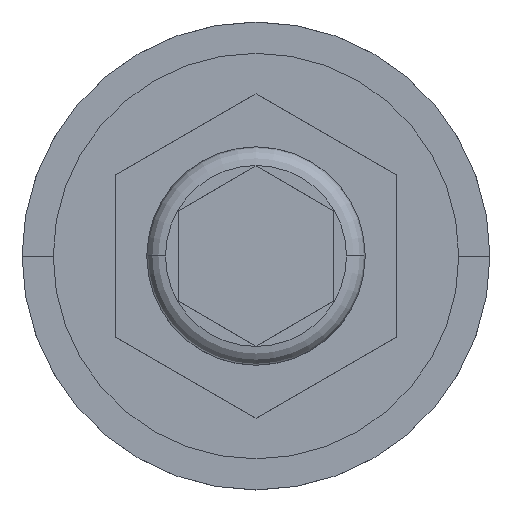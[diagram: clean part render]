
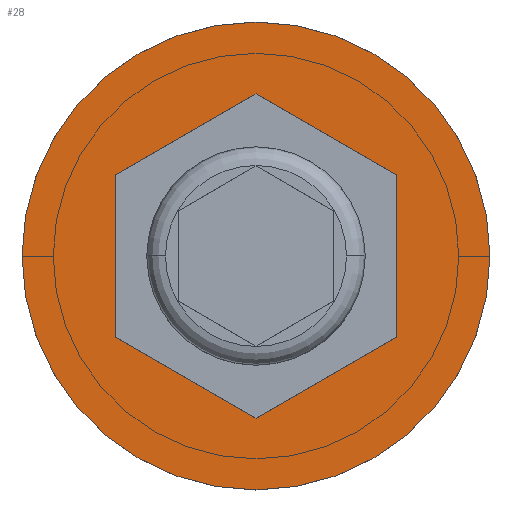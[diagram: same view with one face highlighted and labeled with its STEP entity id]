
A CAD part, top view. The second image highlights one B-rep face of the part: STEP entity #28.
In plain terms, the highlighted planar face has unit normal (0, 0, 1).
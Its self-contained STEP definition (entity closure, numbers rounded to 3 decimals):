
#28 = ADVANCED_FACE ( 'NONE', ( #170, #1573 ), #243, .T. ) ;
#30 = LINE ( 'NONE', #873, #1461 ) ;
#51 = VECTOR ( 'NONE', #530, 1000. ) ;
#126 = CARTESIAN_POINT ( 'NONE',  ( 2.25, 1.299, 0. ) ) ;
#135 = CARTESIAN_POINT ( 'NONE',  ( 0., 2.598, 0. ) ) ;
#170 = FACE_BOUND ( 'NONE', #1593, .T. ) ;
#203 = CARTESIAN_POINT ( 'NONE',  ( -2.25, -1.299, 0. ) ) ;
#243 = PLANE ( 'NONE',  #354 ) ;
#324 = ORIENTED_EDGE ( 'NONE', *, *, #1566, .F. ) ;
#354 = AXIS2_PLACEMENT_3D ( 'NONE', #553, #512, #1926 ) ;
#370 = LINE ( 'NONE', #1887, #2125 ) ;
#512 = DIRECTION ( 'NONE',  ( 0., 0., 1. ) ) ;
#527 = DIRECTION ( 'NONE',  ( 0., -1., 0. ) ) ;
#530 = DIRECTION ( 'NONE',  ( 0.866, 0.5, 0. ) ) ;
#553 = CARTESIAN_POINT ( 'NONE',  ( 0., 0., 0. ) ) ;
#635 = AXIS2_PLACEMENT_3D ( 'NONE', #1539, #879, #1548 ) ;
#689 = VERTEX_POINT ( 'NONE', #877 ) ;
#766 = VERTEX_POINT ( 'NONE', #1380 ) ;
#776 = CARTESIAN_POINT ( 'NONE',  ( 0., -2.598, 0. ) ) ;
#789 = CIRCLE ( 'NONE', #635, 3.75 ) ;
#793 = VECTOR ( 'NONE', #1506, 1000. ) ;
#873 = CARTESIAN_POINT ( 'NONE',  ( -2.25, 1.299, 0. ) ) ;
#877 = CARTESIAN_POINT ( 'NONE',  ( 3.75, 0., 0. ) ) ;
#879 = DIRECTION ( 'NONE',  ( 0., 0., 1. ) ) ;
#921 = CIRCLE ( 'NONE', #1598, 3.75 ) ;
#953 = ORIENTED_EDGE ( 'NONE', *, *, #1666, .F. ) ;
#970 = LINE ( 'NONE', #126, #1746 ) ;
#974 = VERTEX_POINT ( 'NONE', #135 ) ;
#976 = ORIENTED_EDGE ( 'NONE', *, *, #1182, .F. ) ;
#1002 = CARTESIAN_POINT ( 'NONE',  ( 2.25, -1.299, 0. ) ) ;
#1007 = DIRECTION ( 'NONE',  ( 1., 0., 0. ) ) ;
#1030 = EDGE_CURVE ( 'NONE', #2144, #974, #970, .T. ) ;
#1031 = DIRECTION ( 'NONE',  ( 0.866, -0.5, 0. ) ) ;
#1063 = EDGE_CURVE ( 'NONE', #1954, #2144, #1172, .T. ) ;
#1070 = ORIENTED_EDGE ( 'NONE', *, *, #1063, .F. ) ;
#1134 = CARTESIAN_POINT ( 'NONE',  ( -2.25, 1.299, 0. ) ) ;
#1172 = LINE ( 'NONE', #1002, #793 ) ;
#1182 = EDGE_CURVE ( 'NONE', #1348, #1954, #1533, .T. ) ;
#1233 = ORIENTED_EDGE ( 'NONE', *, *, #2068, .T. ) ;
#1306 = ORIENTED_EDGE ( 'NONE', *, *, #1030, .F. ) ;
#1328 = CARTESIAN_POINT ( 'NONE',  ( 0., 0., 0. ) ) ;
#1337 = DIRECTION ( 'NONE',  ( -0.866, -0.5, 0. ) ) ;
#1348 = VERTEX_POINT ( 'NONE', #776 ) ;
#1374 = VERTEX_POINT ( 'NONE', #1134 ) ;
#1375 = EDGE_LOOP ( 'NONE', ( #1233, #1492 ) ) ;
#1380 = CARTESIAN_POINT ( 'NONE',  ( -3.75, 0., 0. ) ) ;
#1385 = CARTESIAN_POINT ( 'NONE',  ( 0., -2.598, 0. ) ) ;
#1392 = CARTESIAN_POINT ( 'NONE',  ( 2.25, 1.299, 0. ) ) ;
#1461 = VECTOR ( 'NONE', #527, 1000. ) ;
#1492 = ORIENTED_EDGE ( 'NONE', *, *, #2052, .T. ) ;
#1506 = DIRECTION ( 'NONE',  ( 0., 1., 0. ) ) ;
#1511 = LINE ( 'NONE', #1858, #1789 ) ;
#1533 = LINE ( 'NONE', #1385, #51 ) ;
#1539 = CARTESIAN_POINT ( 'NONE',  ( 0., 0., 0. ) ) ;
#1548 = DIRECTION ( 'NONE',  ( 1., 0., 0. ) ) ;
#1566 = EDGE_CURVE ( 'NONE', #1374, #1569, #30, .T. ) ;
#1569 = VERTEX_POINT ( 'NONE', #203 ) ;
#1573 = FACE_OUTER_BOUND ( 'NONE', #1375, .T. ) ;
#1593 = EDGE_LOOP ( 'NONE', ( #1306, #1070, #976, #953, #324, #1760 ) ) ;
#1598 = AXIS2_PLACEMENT_3D ( 'NONE', #1328, #2012, #1007 ) ;
#1652 = DIRECTION ( 'NONE',  ( -0.866, 0.5, 0. ) ) ;
#1666 = EDGE_CURVE ( 'NONE', #1569, #1348, #370, .T. ) ;
#1717 = CARTESIAN_POINT ( 'NONE',  ( 2.25, -1.299, 0. ) ) ;
#1746 = VECTOR ( 'NONE', #1652, 1000. ) ;
#1760 = ORIENTED_EDGE ( 'NONE', *, *, #2076, .F. ) ;
#1789 = VECTOR ( 'NONE', #1337, 1000. ) ;
#1858 = CARTESIAN_POINT ( 'NONE',  ( 0., 2.598, 0. ) ) ;
#1887 = CARTESIAN_POINT ( 'NONE',  ( -2.25, -1.299, 0. ) ) ;
#1926 = DIRECTION ( 'NONE',  ( 1., 0., 0. ) ) ;
#1954 = VERTEX_POINT ( 'NONE', #1717 ) ;
#2012 = DIRECTION ( 'NONE',  ( 0., 0., 1. ) ) ;
#2052 = EDGE_CURVE ( 'NONE', #766, #689, #789, .T. ) ;
#2068 = EDGE_CURVE ( 'NONE', #689, #766, #921, .T. ) ;
#2076 = EDGE_CURVE ( 'NONE', #974, #1374, #1511, .T. ) ;
#2125 = VECTOR ( 'NONE', #1031, 1000. ) ;
#2144 = VERTEX_POINT ( 'NONE', #1392 ) ;
